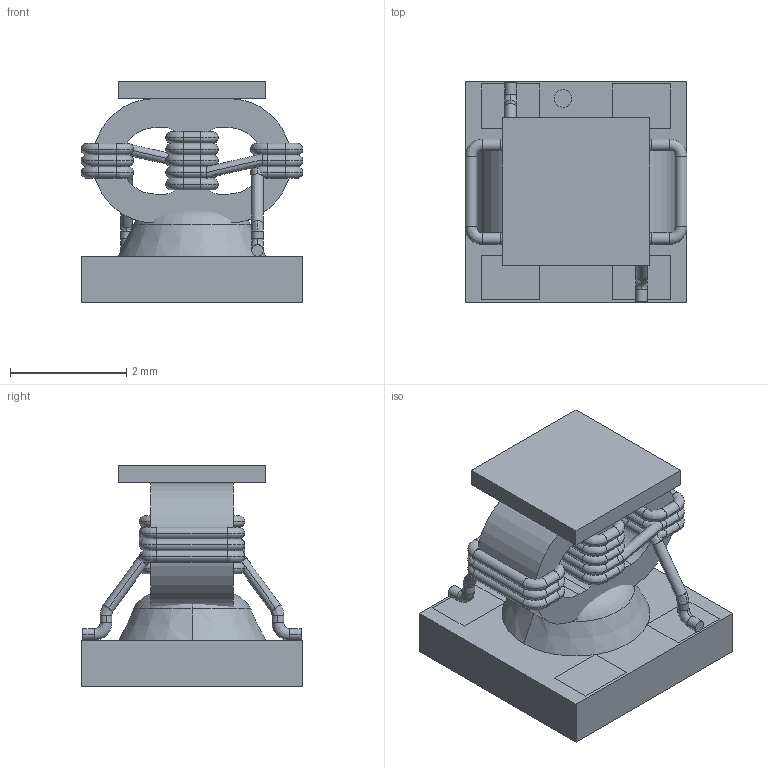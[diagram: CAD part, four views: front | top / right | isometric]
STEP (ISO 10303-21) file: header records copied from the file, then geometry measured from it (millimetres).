
FILE_DESCRIPTION((''),'2;1');
FILE_NAME('IND_MINI-CIRCUITS_GU1604.stp','2011-12-19T15:32:00',(''),(''),'Mechanical Desktop 2011','Mechanical Desktop 2011',', , ');
FILE_SCHEMA(('AUTOMOTIVE_DESIGN { 1 2 10303 214 1 1 1 1 }'));
Length unit declared in the file: millimetre
Products named in the file (1): Product
Bounding box: 3.81 x 3.81 x 3.81 mm (x, y, z)
Volume: 24.4 mm3; surface area: 151.8 mm2
Topology: 29 solids, 29 shells, 356 faces, 752 edges, 442 vertices
Faces by surface type: bspline 112, plane 94, cylinder 82, torus 66, cone 2
Entity records: 11356 total; most frequent: CARTESIAN_POINT 3739, DIRECTION 1626, ORIENTED_EDGE 1504, EDGE_CURVE 752, AXIS2_PLACEMENT_3D 629, VERTEX_POINT 442, CIRCLE 384, EDGE_LOOP 372
